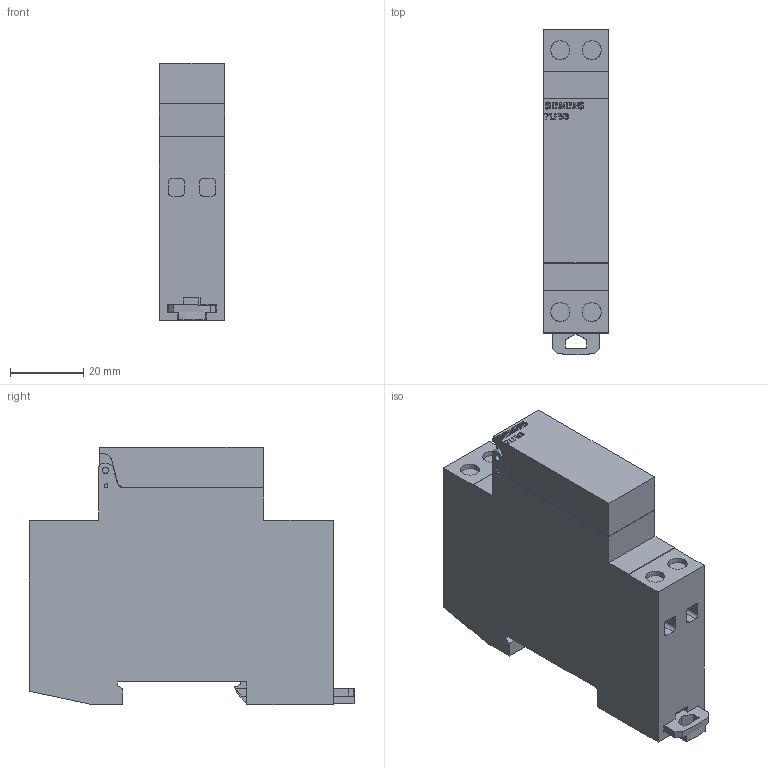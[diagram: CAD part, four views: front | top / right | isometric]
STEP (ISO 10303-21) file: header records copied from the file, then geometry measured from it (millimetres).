
FILE_DESCRIPTION(/* description */ (''),/* implementation_level */ '2;1');
FILE_NAME(/* name */ 'SI-A10413__7LF53001_v.stp',/* time_stamp */ '2023-02-22T11:30:57+01:00',/* author */ ('"(c) Siemens AG Smart Infrastructure"'),/* organization */ ('"(c) Siemens AG - Smart Infrastructure - EP"'),/* preprocessor_version */ 'ST-DEVELOPER v18.101',/* originating_system */ 'SIEMENS PLM Software NX 2008',/* authorisation */ '"Transmittal reproduction, dissemination and/or editing of this document as well as utilization of its contents and communication thereof to others without express authorization is prohibited. Offenders will be held liable for payment of damages. All rights created by patent grant or registration of a utility model or design patent are reserved."');
FILE_SCHEMA (('AUTOMOTIVE_DESIGN { 1 0 10303 214 3 1 1 1 }'));
Length unit declared in the file: millimetre
Products named in the file (1): model1
Bounding box: 17.8 x 88.88 x 70.34 mm (x, y, z)
Volume: 84208.9 mm3; surface area: 21105.9 mm2
Topology: 1 solids, 2 shells, 311 faces, 901 edges, 602 vertices
Faces by surface type: plane 249, cylinder 41, extrusion 15, cone 6
Entity records: 13320 total; most frequent: CARTESIAN_POINT 3204, ORIENTED_EDGE 1766, DIRECTION 1389, EDGE_CURVE 883, VECTOR 593, VERTEX_POINT 590, LINE 578, AXIS2_PLACEMENT_3D 398
